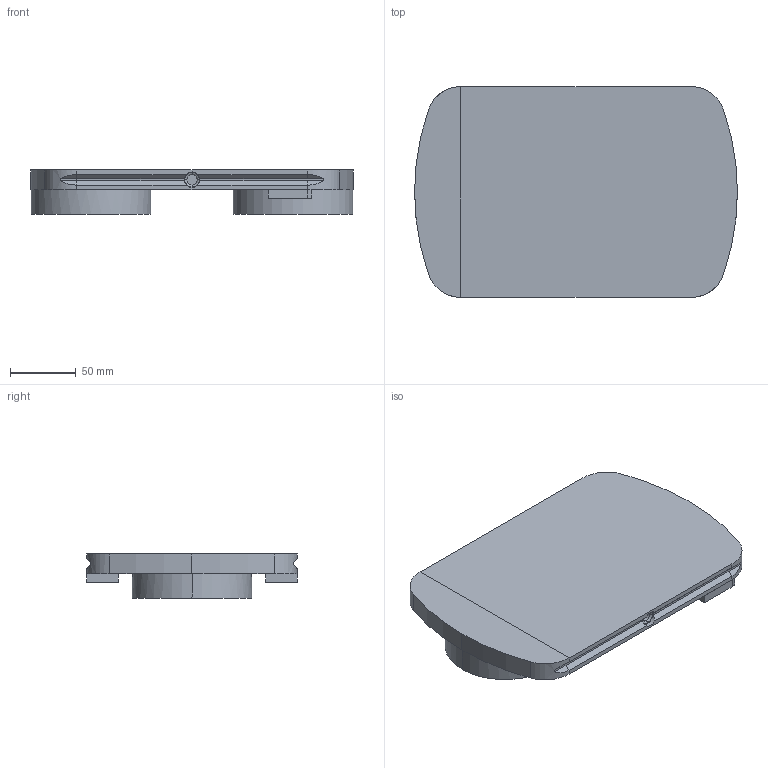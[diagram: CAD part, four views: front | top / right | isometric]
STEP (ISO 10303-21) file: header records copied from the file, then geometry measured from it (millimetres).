
FILE_DESCRIPTION(('STEP AP214'),'1');
FILE_NAME('cctmp_C746AA98-61D5-42CD-B96A-167A6D18EEB1_2020_1_16_7_50_49_995..stp','2020-01-16T06:50:50',('Bosch Rexroth AG'),('CADClick - www.CADClick.com'),'Spatial InterOp 3D',' ','unknown authorization - (Healing Option Enabled)');
FILE_SCHEMA(('AUTOMOTIVE_DESIGN'));
Length unit declared in the file: millimetre
Products named in the file (1): 1
Bounding box: 245.12 x 160 x 33.5 mm (x, y, z)
Volume: 799066.7 mm3; surface area: 113982.1 mm2
Topology: 2 solids, 4 shells, 91 faces, 226 edges, 146 vertices
Faces by surface type: plane 57, cylinder 26, torus 8
Entity records: 4116 total; most frequent: CARTESIAN_POINT 1119, DIRECTION 496, ORIENTED_EDGE 452, EDGE_CURVE 226, AXIS2_PLACEMENT_3D 187, VERTEX_POINT 146, LINE 122, VECTOR 122
